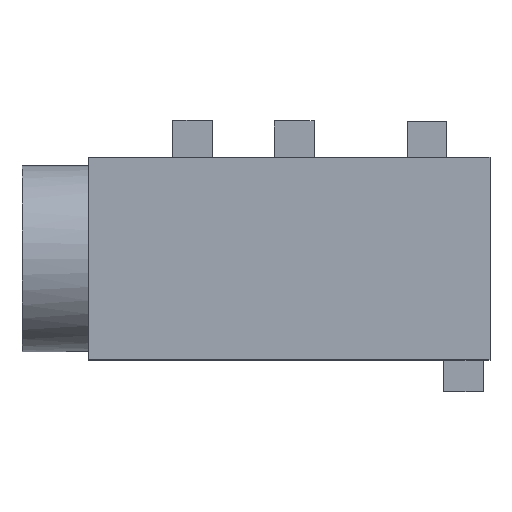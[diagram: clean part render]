
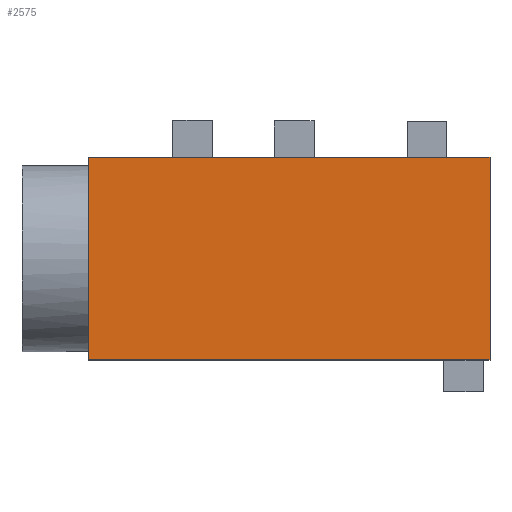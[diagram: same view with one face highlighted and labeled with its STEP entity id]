
A CAD part, top view. The second image highlights one B-rep face of the part: STEP entity #2575.
In plain terms, the highlighted planar face has unit normal (0, 0, 1).
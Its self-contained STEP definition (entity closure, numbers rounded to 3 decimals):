
#407 = PLANE('',#408);
#408 = AXIS2_PLACEMENT_3D('',#409,#410,#411);
#409 = CARTESIAN_POINT('',(5.728,3.088,
    0.));
#410 = DIRECTION('',(0.,1.,0.));
#411 = DIRECTION('',(-1.,0.,0.));
#806 = PLANE('',#807);
#807 = AXIS2_PLACEMENT_3D('',#808,#809,#810);
#808 = CARTESIAN_POINT('',(-6.372,-3.012,
    0.));
#809 = DIRECTION('',(0.,-1.,0.));
#810 = DIRECTION('',(1.,0.,0.));
#1946 = EDGE_CURVE('',#1947,#1949,#1951,.T.);
#1947 = VERTEX_POINT('',#1948);
#1948 = CARTESIAN_POINT('',(-6.372,1.299,5.));
#1949 = VERTEX_POINT('',#1950);
#1950 = CARTESIAN_POINT('',(-6.372,-1.223,5.));
#1951 = SURFACE_CURVE('',#1952,(#1956,#1968),.PCURVE_S1.);
#1952 = LINE('',#1953,#1954);
#1953 = CARTESIAN_POINT('',(-6.372,-3.012,5.));
#1954 = VECTOR('',#1955,1.);
#1955 = DIRECTION('',(0.,-1.,0.));
#1956 = PCURVE('',#1957,#1962);
#1957 = PLANE('',#1958);
#1958 = AXIS2_PLACEMENT_3D('',#1959,#1960,#1961);
#1959 = CARTESIAN_POINT('',(-6.372,0.038,2.5));
#1960 = DIRECTION('',(-1.,0.,0.));
#1961 = DIRECTION('',(0.,-1.,0.));
#1962 = DEFINITIONAL_REPRESENTATION('',(#1963),#1967);
#1963 = LINE('',#1964,#1965);
#1964 = CARTESIAN_POINT('',(3.05,2.5));
#1965 = VECTOR('',#1966,1.);
#1966 = DIRECTION('',(1.,0.));
#1967 = ( GEOMETRIC_REPRESENTATION_CONTEXT(2) 
PARAMETRIC_REPRESENTATION_CONTEXT() REPRESENTATION_CONTEXT('2D SPACE',''
  ) );
#1968 = PCURVE('',#1969,#1974);
#1969 = PLANE('',#1970);
#1970 = AXIS2_PLACEMENT_3D('',#1971,#1972,#1973);
#1971 = CARTESIAN_POINT('',(-0.322,0.038,5.));
#1972 = DIRECTION('',(0.,0.,1.));
#1973 = DIRECTION('',(-1.,0.,0.));
#1974 = DEFINITIONAL_REPRESENTATION('',(#1975),#1979);
#1975 = LINE('',#1976,#1977);
#1976 = CARTESIAN_POINT('',(6.05,3.05));
#1977 = VECTOR('',#1978,1.);
#1978 = DIRECTION('',(0.,1.));
#1979 = ( GEOMETRIC_REPRESENTATION_CONTEXT(2) 
PARAMETRIC_REPRESENTATION_CONTEXT() REPRESENTATION_CONTEXT('2D SPACE',''
  ) );
#2068 = PLANE('',#2069);
#2069 = AXIS2_PLACEMENT_3D('',#2070,#2071,#2072);
#2070 = CARTESIAN_POINT('',(-6.372,3.088,
    0.));
#2071 = DIRECTION('',(-1.,0.,0.));
#2072 = DIRECTION('',(0.,-1.,0.));
#2100 = PLANE('',#2101);
#2101 = AXIS2_PLACEMENT_3D('',#2102,#2103,#2104);
#2102 = CARTESIAN_POINT('',(-6.372,3.088,
    0.));
#2103 = DIRECTION('',(-1.,0.,0.));
#2104 = DIRECTION('',(0.,-1.,0.));
#2156 = EDGE_CURVE('',#2157,#1947,#2159,.T.);
#2157 = VERTEX_POINT('',#2158);
#2158 = CARTESIAN_POINT('',(-6.372,3.088,5.));
#2159 = SURFACE_CURVE('',#2160,(#2164,#2171),.PCURVE_S1.);
#2160 = LINE('',#2161,#2162);
#2161 = CARTESIAN_POINT('',(-6.372,-3.012,5.));
#2162 = VECTOR('',#2163,1.);
#2163 = DIRECTION('',(0.,-1.,0.));
#2164 = PCURVE('',#2068,#2165);
#2165 = DEFINITIONAL_REPRESENTATION('',(#2166),#2170);
#2166 = LINE('',#2167,#2168);
#2167 = CARTESIAN_POINT('',(6.1,5.));
#2168 = VECTOR('',#2169,1.);
#2169 = DIRECTION('',(1.,0.));
#2170 = ( GEOMETRIC_REPRESENTATION_CONTEXT(2) 
PARAMETRIC_REPRESENTATION_CONTEXT() REPRESENTATION_CONTEXT('2D SPACE',''
  ) );
#2171 = PCURVE('',#1969,#2172);
#2172 = DEFINITIONAL_REPRESENTATION('',(#2173),#2177);
#2173 = LINE('',#2174,#2175);
#2174 = CARTESIAN_POINT('',(6.05,3.05));
#2175 = VECTOR('',#2176,1.);
#2176 = DIRECTION('',(0.,1.));
#2177 = ( GEOMETRIC_REPRESENTATION_CONTEXT(2) 
PARAMETRIC_REPRESENTATION_CONTEXT() REPRESENTATION_CONTEXT('2D SPACE',''
  ) );
#2251 = VERTEX_POINT('',#2252);
#2252 = CARTESIAN_POINT('',(-6.372,-3.012,5.));
#2273 = EDGE_CURVE('',#1949,#2251,#2274,.T.);
#2274 = SURFACE_CURVE('',#2275,(#2279,#2286),.PCURVE_S1.);
#2275 = LINE('',#2276,#2277);
#2276 = CARTESIAN_POINT('',(-6.372,-3.012,5.));
#2277 = VECTOR('',#2278,1.);
#2278 = DIRECTION('',(0.,-1.,0.));
#2279 = PCURVE('',#2100,#2280);
#2280 = DEFINITIONAL_REPRESENTATION('',(#2281),#2285);
#2281 = LINE('',#2282,#2283);
#2282 = CARTESIAN_POINT('',(6.1,5.));
#2283 = VECTOR('',#2284,1.);
#2284 = DIRECTION('',(1.,0.));
#2285 = ( GEOMETRIC_REPRESENTATION_CONTEXT(2) 
PARAMETRIC_REPRESENTATION_CONTEXT() REPRESENTATION_CONTEXT('2D SPACE',''
  ) );
#2286 = PCURVE('',#1969,#2287);
#2287 = DEFINITIONAL_REPRESENTATION('',(#2288),#2292);
#2288 = LINE('',#2289,#2290);
#2289 = CARTESIAN_POINT('',(6.05,3.05));
#2290 = VECTOR('',#2291,1.);
#2291 = DIRECTION('',(0.,1.));
#2292 = ( GEOMETRIC_REPRESENTATION_CONTEXT(2) 
PARAMETRIC_REPRESENTATION_CONTEXT() REPRESENTATION_CONTEXT('2D SPACE',''
  ) );
#2319 = EDGE_CURVE('',#2320,#2157,#2322,.T.);
#2320 = VERTEX_POINT('',#2321);
#2321 = CARTESIAN_POINT('',(5.728,3.088,5.));
#2322 = SURFACE_CURVE('',#2323,(#2327,#2334),.PCURVE_S1.);
#2323 = LINE('',#2324,#2325);
#2324 = CARTESIAN_POINT('',(-6.372,3.088,5.));
#2325 = VECTOR('',#2326,1.);
#2326 = DIRECTION('',(-1.,0.,0.));
#2327 = PCURVE('',#407,#2328);
#2328 = DEFINITIONAL_REPRESENTATION('',(#2329),#2333);
#2329 = LINE('',#2330,#2331);
#2330 = CARTESIAN_POINT('',(12.1,5.));
#2331 = VECTOR('',#2332,1.);
#2332 = DIRECTION('',(1.,0.));
#2333 = ( GEOMETRIC_REPRESENTATION_CONTEXT(2) 
PARAMETRIC_REPRESENTATION_CONTEXT() REPRESENTATION_CONTEXT('2D SPACE',''
  ) );
#2334 = PCURVE('',#1969,#2335);
#2335 = DEFINITIONAL_REPRESENTATION('',(#2336),#2340);
#2336 = LINE('',#2337,#2338);
#2337 = CARTESIAN_POINT('',(6.05,-3.05));
#2338 = VECTOR('',#2339,1.);
#2339 = DIRECTION('',(1.,0.));
#2340 = ( GEOMETRIC_REPRESENTATION_CONTEXT(2) 
PARAMETRIC_REPRESENTATION_CONTEXT() REPRESENTATION_CONTEXT('2D SPACE',''
  ) );
#2358 = PLANE('',#2359);
#2359 = AXIS2_PLACEMENT_3D('',#2360,#2361,#2362);
#2360 = CARTESIAN_POINT('',(5.728,-3.012,
    0.));
#2361 = DIRECTION('',(1.,0.,0.));
#2362 = DIRECTION('',(0.,1.,0.));
#2463 = EDGE_CURVE('',#2464,#2320,#2466,.T.);
#2464 = VERTEX_POINT('',#2465);
#2465 = CARTESIAN_POINT('',(5.728,-3.012,5.));
#2466 = SURFACE_CURVE('',#2467,(#2471,#2478),.PCURVE_S1.);
#2467 = LINE('',#2468,#2469);
#2468 = CARTESIAN_POINT('',(5.728,3.088,5.));
#2469 = VECTOR('',#2470,1.);
#2470 = DIRECTION('',(0.,1.,0.));
#2471 = PCURVE('',#2358,#2472);
#2472 = DEFINITIONAL_REPRESENTATION('',(#2473),#2477);
#2473 = LINE('',#2474,#2475);
#2474 = CARTESIAN_POINT('',(6.1,5.));
#2475 = VECTOR('',#2476,1.);
#2476 = DIRECTION('',(1.,0.));
#2477 = ( GEOMETRIC_REPRESENTATION_CONTEXT(2) 
PARAMETRIC_REPRESENTATION_CONTEXT() REPRESENTATION_CONTEXT('2D SPACE',''
  ) );
#2478 = PCURVE('',#1969,#2479);
#2479 = DEFINITIONAL_REPRESENTATION('',(#2480),#2484);
#2480 = LINE('',#2481,#2482);
#2481 = CARTESIAN_POINT('',(-6.05,-3.05));
#2482 = VECTOR('',#2483,1.);
#2483 = DIRECTION('',(0.,-1.));
#2484 = ( GEOMETRIC_REPRESENTATION_CONTEXT(2) 
PARAMETRIC_REPRESENTATION_CONTEXT() REPRESENTATION_CONTEXT('2D SPACE',''
  ) );
#2532 = EDGE_CURVE('',#2251,#2464,#2533,.T.);
#2533 = SURFACE_CURVE('',#2534,(#2538,#2545),.PCURVE_S1.);
#2534 = LINE('',#2535,#2536);
#2535 = CARTESIAN_POINT('',(5.728,-3.012,5.));
#2536 = VECTOR('',#2537,1.);
#2537 = DIRECTION('',(1.,0.,0.));
#2538 = PCURVE('',#806,#2539);
#2539 = DEFINITIONAL_REPRESENTATION('',(#2540),#2544);
#2540 = LINE('',#2541,#2542);
#2541 = CARTESIAN_POINT('',(12.1,5.));
#2542 = VECTOR('',#2543,1.);
#2543 = DIRECTION('',(1.,0.));
#2544 = ( GEOMETRIC_REPRESENTATION_CONTEXT(2) 
PARAMETRIC_REPRESENTATION_CONTEXT() REPRESENTATION_CONTEXT('2D SPACE',''
  ) );
#2545 = PCURVE('',#1969,#2546);
#2546 = DEFINITIONAL_REPRESENTATION('',(#2547),#2551);
#2547 = LINE('',#2548,#2549);
#2548 = CARTESIAN_POINT('',(-6.05,3.05));
#2549 = VECTOR('',#2550,1.);
#2550 = DIRECTION('',(-1.,0.));
#2551 = ( GEOMETRIC_REPRESENTATION_CONTEXT(2) 
PARAMETRIC_REPRESENTATION_CONTEXT() REPRESENTATION_CONTEXT('2D SPACE',''
  ) );
#2575 = ADVANCED_FACE('',(#2576),#1969,.T.);
#2576 = FACE_BOUND('',#2577,.T.);
#2577 = EDGE_LOOP('',(#2578,#2579,#2580,#2581,#2582,#2583));
#2578 = ORIENTED_EDGE('',*,*,#2156,.T.);
#2579 = ORIENTED_EDGE('',*,*,#1946,.T.);
#2580 = ORIENTED_EDGE('',*,*,#2273,.T.);
#2581 = ORIENTED_EDGE('',*,*,#2532,.T.);
#2582 = ORIENTED_EDGE('',*,*,#2463,.T.);
#2583 = ORIENTED_EDGE('',*,*,#2319,.T.);
